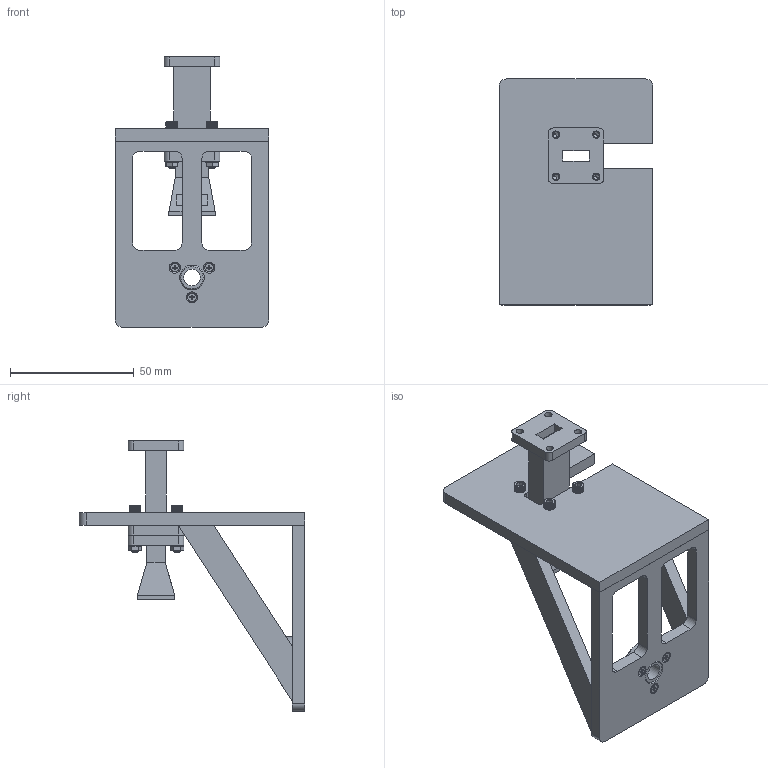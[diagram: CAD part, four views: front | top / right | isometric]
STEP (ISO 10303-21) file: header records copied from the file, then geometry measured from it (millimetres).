
FILE_DESCRIPTION (( 'STEP AP214' ), '1' );
FILE_NAME ('FM2WAN042-10_3D.step', '2024-07-17T23:29:57', ( '' ), ( '' ), 'SwSTEP 2.0', 'SolidWorks 2022', '' );
FILE_SCHEMA (( 'AUTOMOTIVE_DESIGN' ));
Length unit declared in the file: inch
Products named in the file (12): FMWAN042-10^FM2WAN042-10; FMW42S001-1.5^FM2WAN042-10; FMWAN042-LMT^FM2WAN042-10; 4-40HN-NARROW^FM2WAN042-10_90760A210; FBP220^FMW42S001-1.5_FM2WAN042-10; FM2WAN042-10_3D; Screw 4-40SH x 5_8^FM2WAN042-10; Copy of 908ÂÝÄ¸^FMWAN042-LMT_FM2WAN042-10; Copy of HD-ZJL-220 À®°ÈÌìÏßÖ§¼Ü^FMWAN042-LMT_FM2WAN042-10; STDF RCTL^FMW42S001-1.5_FM2WAN042-10; 4-LW^FM2WAN042-10; Copy of cross recessed countersunk head screws gb1_GB_CROSS_SCREWS_TYPE4 M2X8-6.8  H type-N^FMWAN042-LMT_FM2WAN042-10
Assembly tree (23 placements, depth 3):
  FM2WAN042-10_3D
    FMWAN042-LMT^FM2WAN042-10
      Copy of HD-ZJL-220 À®°ÈÌìÏßÖ§¼Ü^FMWAN042-LMT_FM2WAN042-10
      Copy of 908ÂÝÄ¸^FMWAN042-LMT_FM2WAN042-10
      Copy of cross recessed countersunk head screws gb1_GB_CROSS_SCREWS_TYPE4 M2X8-6.8  H type-N^FMWAN042-LMT_FM2WAN042-10  x3
    FMW42S001-1.5^FM2WAN042-10
      FBP220^FMW42S001-1.5_FM2WAN042-10  x2
      STDF RCTL^FMW42S001-1.5_FM2WAN042-10
    FMWAN042-10^FM2WAN042-10
    4-LW^FM2WAN042-10  x4
    4-40HN-NARROW^FM2WAN042-10_90760A210  x4
    Screw 4-40SH x 5_8^FM2WAN042-10  x4
Bounding box: 62 x 91 x 109 mm (x, y, z)
Volume: 60341.1 mm3; surface area: 38554.7 mm2
Topology: 24 solids, 24 shells, 2271 faces, 6410 edges, 4194 vertices
Faces by surface type: plane 827, cylinder 648, cone 460, torus 312, bspline 24
Entity records: 30600 total; most frequent: CARTESIAN_POINT 13293, ORIENTED_EDGE 3850, DIRECTION 3064, EDGE_CURVE 1925, VERTEX_POINT 1263, AXIS2_PLACEMENT_3D 1167, EDGE_LOOP 752, VECTOR 730
